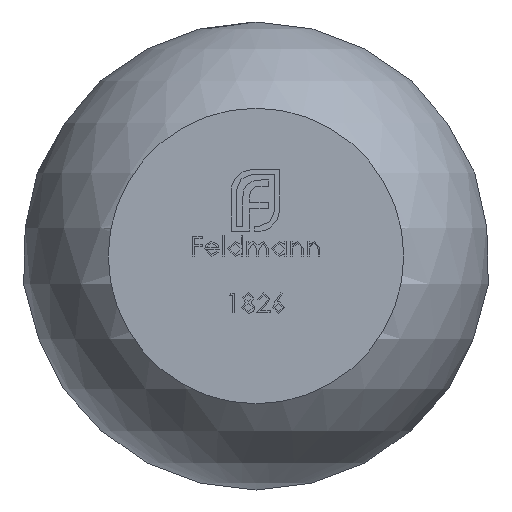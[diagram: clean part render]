
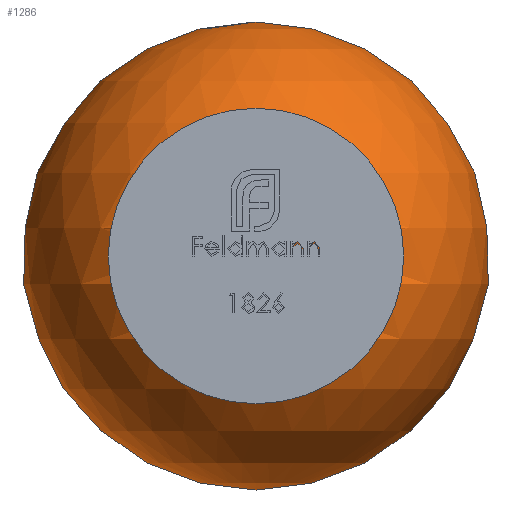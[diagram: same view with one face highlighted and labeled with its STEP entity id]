
A CAD part, front view. The second image highlights one B-rep face of the part: STEP entity #1286.
In plain terms, the highlighted spherical face has radius 9.5 mm.
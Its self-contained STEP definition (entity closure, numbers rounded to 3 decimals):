
#1286 = ADVANCED_FACE ( 'NONE', ( #9376 ), #6677, .T. ) ;
#1558 = CIRCLE ( 'NONE', #8628, 3.5 ) ;
#2174 = DIRECTION ( 'NONE',  ( 0., 0., 1. ) ) ;
#2234 = ORIENTED_EDGE ( 'NONE', *, *, #2441, .F. ) ;
#2441 = EDGE_CURVE ( 'NONE', #5882, #5882, #1558, .T. ) ;
#3016 = DIRECTION ( 'NONE',  ( 0., -1., 0. ) ) ;
#4959 = EDGE_LOOP ( 'NONE', ( #2234 ) ) ;
#5882 = VERTEX_POINT ( 'NONE', #9913 ) ;
#6404 = CARTESIAN_POINT ( 'NONE',  ( 0., 1181.668, 0. ) ) ;
#6677 = SPHERICAL_SURFACE ( 'NONE', #9053, 9.5 ) ;
#7320 = CARTESIAN_POINT ( 'NONE',  ( 0., 1190.5, 0. ) ) ;
#7434 = DIRECTION ( 'NONE',  ( 0., 0., -1. ) ) ;
#8193 = DIRECTION ( 'NONE',  ( 1., 0., 0. ) ) ;
#8628 = AXIS2_PLACEMENT_3D ( 'NONE', #6404, #3016, #7434 ) ;
#9053 = AXIS2_PLACEMENT_3D ( 'NONE', #7320, #2174, #8193 ) ;
#9376 = FACE_OUTER_BOUND ( 'NONE', #4959, .T. ) ;
#9913 = CARTESIAN_POINT ( 'NONE',  ( 0., 1181.668, -3.5 ) ) ;
